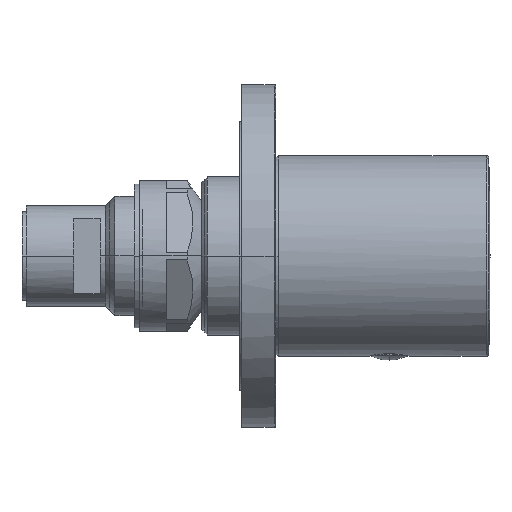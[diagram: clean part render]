
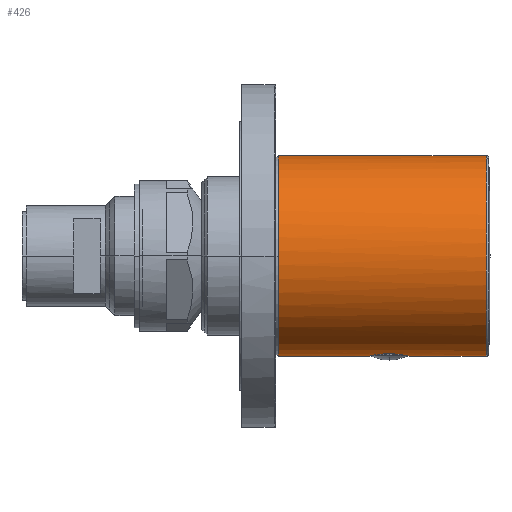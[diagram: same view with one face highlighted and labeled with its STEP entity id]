
A CAD part, left-side view. The second image highlights one B-rep face of the part: STEP entity #426.
In plain terms, the highlighted cylindrical face has radius 19 mm (diameter 38 mm), a partial arc.
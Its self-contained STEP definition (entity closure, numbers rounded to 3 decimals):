
#426=ADVANCED_FACE('',(#1252),#12313,.T.);
#1252=FACE_OUTER_BOUND('',#2032,.T.);
#2032=EDGE_LOOP('',(#3116,#3117,#3118,#3119,#3120,#3121,#3122));
#3116=ORIENTED_EDGE('',*,*,#6974,.T.);
#3117=ORIENTED_EDGE('',*,*,#6979,.T.);
#3118=ORIENTED_EDGE('',*,*,#6978,.T.);
#3119=ORIENTED_EDGE('',*,*,#6977,.T.);
#3120=ORIENTED_EDGE('',*,*,#7003,.T.);
#3121=ORIENTED_EDGE('',*,*,#6976,.T.);
#3122=ORIENTED_EDGE('',*,*,#6975,.T.);
#6974=EDGE_CURVE('',#11036,#11037,#8943,.T.);
#6975=EDGE_CURVE('',#11038,#11036,#8944,.T.);
#6976=EDGE_CURVE('',#11039,#11038,#9722,.T.);
#6977=EDGE_CURVE('',#11041,#11040,#9723,.T.);
#6978=EDGE_CURVE('',#11042,#11041,#8945,.T.);
#6979=EDGE_CURVE('',#11037,#11042,#9724,.T.);
#7003=EDGE_CURVE('',#11040,#11039,#9732,.T.);
#8943=(
BOUNDED_CURVE()
B_SPLINE_CURVE(2,(#17985,#17986,#17987),.UNSPECIFIED.,.F.,.F.)
B_SPLINE_CURVE_WITH_KNOTS((3,3),(-7.225,0.),.UNSPECIFIED.)
CURVE()
GEOMETRIC_REPRESENTATION_ITEM()
RATIONAL_B_SPLINE_CURVE((1.,0.982,1.))
REPRESENTATION_ITEM('')
);
#8944=(
BOUNDED_CURVE()
B_SPLINE_CURVE(2,(#17988,#17989,#17990,#17991,#17992),.UNSPECIFIED.,.F.,
 .F.)
B_SPLINE_CURVE_WITH_KNOTS((3,2,3),(-59.69,-29.845,0.),
 .UNSPECIFIED.)
CURVE()
GEOMETRIC_REPRESENTATION_ITEM()
RATIONAL_B_SPLINE_CURVE((1.,0.707,1.,0.707,1.))
REPRESENTATION_ITEM('')
);
#8945=(
BOUNDED_CURVE()
B_SPLINE_CURVE(2,(#17997,#17998,#17999,#18000,#18001,#18002,#18003,#18004,
#18005),.UNSPECIFIED.,.F.,.F.)
B_SPLINE_CURVE_WITH_KNOTS((3,2,2,2,3),(-66.916,-50.187,
-33.458,-16.729,0.),.UNSPECIFIED.)
CURVE()
GEOMETRIC_REPRESENTATION_ITEM()
RATIONAL_B_SPLINE_CURVE((1.,0.905,1.,0.905,1.,0.905,
1.,0.905,1.))
REPRESENTATION_ITEM('')
);
#9722=B_SPLINE_CURVE_WITH_KNOTS('',1,(#17993,#17994),.UNSPECIFIED.,.F.,
 .F.,(2,2),(-14.325,0.),.UNSPECIFIED.);
#9723=B_SPLINE_CURVE_WITH_KNOTS('',1,(#17995,#17996),.UNSPECIFIED.,.F.,
 .F.,(2,2),(-16.95,0.),.UNSPECIFIED.);
#9724=B_SPLINE_CURVE_WITH_KNOTS('',1,(#18006,#18007),.UNSPECIFIED.,.F.,
 .F.,(2,2),(-39.375,0.),.UNSPECIFIED.);
#9732=B_SPLINE_CURVE_WITH_KNOTS('',3,(#18128,#18129,#18130,#18131,#18132,
#18133,#18134,#18135,#18136,#18137,#18138,#18139,#18140,#18141,#18142,#18143,
#18144,#18145,#18146),.UNSPECIFIED.,.F.,.F.,(4,1,1,1,1,1,1,1,1,1,1,1,1,
1,1,1,4),(0.,0.801,1.603,2.404,3.205,
4.007,4.808,5.609,6.411,7.212,
8.013,8.815,9.616,10.417,11.219,
12.02,12.821),.UNSPECIFIED.);
#11036=VERTEX_POINT('',#17758);
#11037=VERTEX_POINT('',#17759);
#11038=VERTEX_POINT('',#17760);
#11039=VERTEX_POINT('',#17761);
#11040=VERTEX_POINT('',#17762);
#11041=VERTEX_POINT('',#17763);
#11042=VERTEX_POINT('',#17764);
#12313=CYLINDRICAL_SURFACE('',#13333,19.);
#13333=AXIS2_PLACEMENT_3D('',#17159,#14070,$);
#14070=DIRECTION('',(0.,0.,1.));
#17159=CARTESIAN_POINT('',(0.,0.,39.827));
#17758=CARTESIAN_POINT('',(0.,19.,59.515));
#17759=CARTESIAN_POINT('',(7.052,17.643,59.515));
#17760=CARTESIAN_POINT('',(0.,-19.,59.515));
#17761=CARTESIAN_POINT('',(0.,-19.,45.19));
#17762=CARTESIAN_POINT('',(0.,-19.,37.09));
#17763=CARTESIAN_POINT('',(0.,-19.,20.14));
#17764=CARTESIAN_POINT('',(7.052,17.643,20.14));
#17985=CARTESIAN_POINT('',(0.,19.,59.515));
#17986=CARTESIAN_POINT('',(3.657,19.,59.515));
#17987=CARTESIAN_POINT('',(7.052,17.643,59.515));
#17988=CARTESIAN_POINT('',(0.,-19.,59.515));
#17989=CARTESIAN_POINT('',(-19.,-19.,59.515));
#17990=CARTESIAN_POINT('',(-19.,0.,59.515));
#17991=CARTESIAN_POINT('',(-19.,19.,59.515));
#17992=CARTESIAN_POINT('',(0.,19.,59.515));
#17993=CARTESIAN_POINT('',(0.,-19.,45.19));
#17994=CARTESIAN_POINT('',(0.,-19.,59.515));
#17995=CARTESIAN_POINT('',(0.,-19.,20.14));
#17996=CARTESIAN_POINT('',(0.,-19.,37.09));
#17997=CARTESIAN_POINT('',(7.052,17.643,20.14));
#17998=CARTESIAN_POINT('',(-1.258,20.965,20.14));
#17999=CARTESIAN_POINT('',(-9.112,16.672,20.14));
#18000=CARTESIAN_POINT('',(-16.966,12.38,20.14));
#18001=CARTESIAN_POINT('',(-18.658,3.591,20.14));
#18002=CARTESIAN_POINT('',(-20.349,-5.198,20.14));
#18003=CARTESIAN_POINT('',(-14.65,-12.099,20.14));
#18004=CARTESIAN_POINT('',(-8.95,-19.,20.14));
#18005=CARTESIAN_POINT('',(0.,-19.,20.14));
#18006=CARTESIAN_POINT('',(7.052,17.643,59.515));
#18007=CARTESIAN_POINT('',(7.052,17.643,20.14));
#18128=CARTESIAN_POINT('',(0.,-19.,37.09));
#18129=CARTESIAN_POINT('',(-0.253,-19.,37.09));
#18130=CARTESIAN_POINT('',(-0.755,-18.99,37.135));
#18131=CARTESIAN_POINT('',(-1.533,-18.943,37.363));
#18132=CARTESIAN_POINT('',(-2.228,-18.873,37.728));
#18133=CARTESIAN_POINT('',(-2.833,-18.79,38.213));
#18134=CARTESIAN_POINT('',(-3.327,-18.708,38.789));
#18135=CARTESIAN_POINT('',(-3.724,-18.633,39.477));
#18136=CARTESIAN_POINT('',(-3.989,-18.577,40.288));
#18137=CARTESIAN_POINT('',(-4.078,-18.557,41.107));
#18138=CARTESIAN_POINT('',(-3.999,-18.575,41.951));
#18139=CARTESIAN_POINT('',(-3.742,-18.629,42.76));
#18140=CARTESIAN_POINT('',(-3.354,-18.703,43.454));
#18141=CARTESIAN_POINT('',(-2.855,-18.787,44.047));
#18142=CARTESIAN_POINT('',(-2.246,-18.871,44.54));
#18143=CARTESIAN_POINT('',(-1.547,-18.942,44.912));
#18144=CARTESIAN_POINT('',(-0.765,-18.99,45.143));
#18145=CARTESIAN_POINT('',(-0.257,-19.,45.19));
#18146=CARTESIAN_POINT('',(0.,-19.,45.19));
